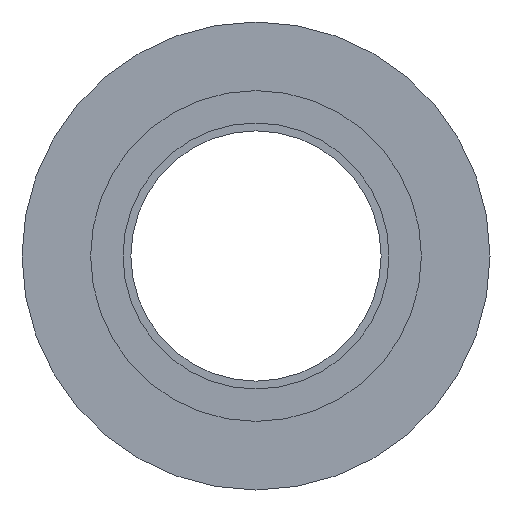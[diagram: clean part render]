
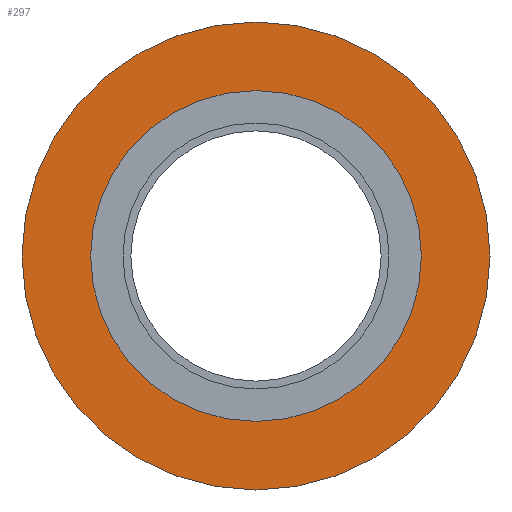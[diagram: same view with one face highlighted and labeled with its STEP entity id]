
A CAD part, left-side view. The second image highlights one B-rep face of the part: STEP entity #297.
In plain terms, the highlighted planar face has unit normal (-1, 0, 0).
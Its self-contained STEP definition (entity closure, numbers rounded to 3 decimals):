
#5 = DIRECTION ( 'NONE',  ( 0., 0., -1. ) ) ;
#12 = CARTESIAN_POINT ( 'NONE',  ( -10.38, 12.115, 0. ) ) ;
#36 = DIRECTION ( 'NONE',  ( -1., 0., 0. ) ) ;
#43 = CARTESIAN_POINT ( 'NONE',  ( -10.38, 12.115, 0. ) ) ;
#66 = EDGE_CURVE ( 'NONE', #338, #755, #746, .T. ) ;
#67 = DIRECTION ( 'NONE',  ( -1., 0., 0. ) ) ;
#118 = CARTESIAN_POINT ( 'NONE',  ( -10.38, 12.115, -25.25 ) ) ;
#122 = CARTESIAN_POINT ( 'NONE',  ( -10.38, 12.115, 0. ) ) ;
#124 = AXIS2_PLACEMENT_3D ( 'NONE', #43, #36, #176 ) ;
#159 = CARTESIAN_POINT ( 'NONE',  ( -10.38, 12.115, 0. ) ) ;
#176 = DIRECTION ( 'NONE',  ( 0., 0., 1. ) ) ;
#179 = FACE_BOUND ( 'NONE', #791, .T. ) ;
#187 = CARTESIAN_POINT ( 'NONE',  ( -10.38, 12.115, 25.25 ) ) ;
#204 = CARTESIAN_POINT ( 'NONE',  ( -10.38, 12.115, -17.85 ) ) ;
#208 = EDGE_CURVE ( 'NONE', #405, #216, #671, .T. ) ;
#216 = VERTEX_POINT ( 'NONE', #583 ) ;
#237 = CIRCLE ( 'NONE', #302, 25.25 ) ;
#251 = FACE_OUTER_BOUND ( 'NONE', #437, .T. ) ;
#269 = AXIS2_PLACEMENT_3D ( 'NONE', #419, #313, #5 ) ;
#275 = AXIS2_PLACEMENT_3D ( 'NONE', #159, #288, #642 ) ;
#288 = DIRECTION ( 'NONE',  ( -1., 0., 0. ) ) ;
#297 = ADVANCED_FACE ( 'NONE', ( #179, #251 ), #304, .F. ) ;
#302 = AXIS2_PLACEMENT_3D ( 'NONE', #122, #67, #323 ) ;
#304 = PLANE ( 'NONE',  #269 ) ;
#313 = DIRECTION ( 'NONE',  ( 1., 0., 0. ) ) ;
#323 = DIRECTION ( 'NONE',  ( 0., 0., 1. ) ) ;
#338 = VERTEX_POINT ( 'NONE', #187 ) ;
#354 = EDGE_CURVE ( 'NONE', #755, #338, #237, .T. ) ;
#405 = VERTEX_POINT ( 'NONE', #204 ) ;
#419 = CARTESIAN_POINT ( 'NONE',  ( -10.38, 37.365, 0. ) ) ;
#421 = ORIENTED_EDGE ( 'NONE', *, *, #625, .F. ) ;
#437 = EDGE_LOOP ( 'NONE', ( #748, #482 ) ) ;
#482 = ORIENTED_EDGE ( 'NONE', *, *, #354, .T. ) ;
#546 = CIRCLE ( 'NONE', #275, 17.85 ) ;
#566 = AXIS2_PLACEMENT_3D ( 'NONE', #12, #768, #620 ) ;
#583 = CARTESIAN_POINT ( 'NONE',  ( -10.38, 12.115, 17.85 ) ) ;
#620 = DIRECTION ( 'NONE',  ( 0., 0., 1. ) ) ;
#625 = EDGE_CURVE ( 'NONE', #216, #405, #546, .T. ) ;
#640 = ORIENTED_EDGE ( 'NONE', *, *, #208, .F. ) ;
#642 = DIRECTION ( 'NONE',  ( 0., 0., 1. ) ) ;
#671 = CIRCLE ( 'NONE', #124, 17.85 ) ;
#746 = CIRCLE ( 'NONE', #566, 25.25 ) ;
#748 = ORIENTED_EDGE ( 'NONE', *, *, #66, .T. ) ;
#755 = VERTEX_POINT ( 'NONE', #118 ) ;
#768 = DIRECTION ( 'NONE',  ( -1., 0., 0. ) ) ;
#791 = EDGE_LOOP ( 'NONE', ( #421, #640 ) ) ;
